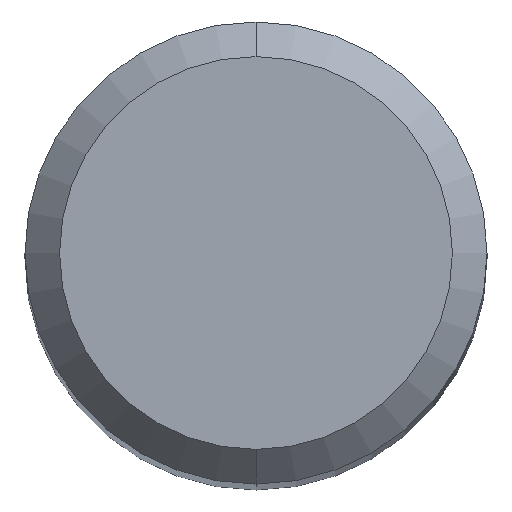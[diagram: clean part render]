
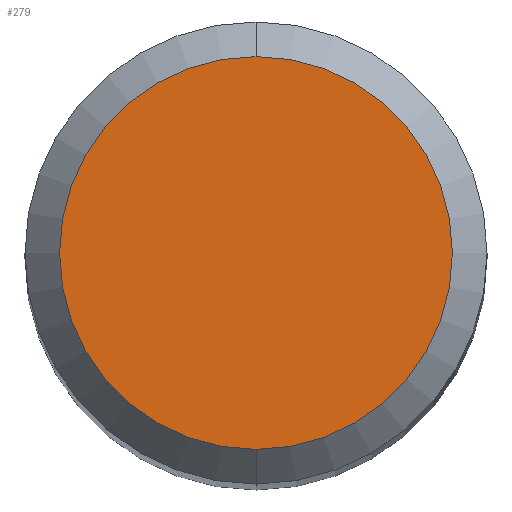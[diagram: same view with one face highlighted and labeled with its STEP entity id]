
A CAD part, top view. The second image highlights one B-rep face of the part: STEP entity #279.
In plain terms, the highlighted planar face has unit normal (0, 0, 1).
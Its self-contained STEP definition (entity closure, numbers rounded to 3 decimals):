
#207=EDGE_CURVE('',#415,#395,#518,.T.);
#279=ADVANCED_FACE('',(#595),#596,.T.);
#311=EDGE_CURVE('',#395,#415,#630,.T.);
#395=VERTEX_POINT('',#726);
#415=VERTEX_POINT('',#748);
#518=CIRCLE('',#867,1.7);
#595=FACE_OUTER_BOUND('',#1043,.T.);
#596=PLANE('',#1044);
#630=CIRCLE('',#1098,1.7);
#726=CARTESIAN_POINT('',(0.,-1.7,0.0));
#748=CARTESIAN_POINT('',(0.0,1.7,0.0));
#867=AXIS2_PLACEMENT_3D('',#1488,#1489,#1490);
#1043=EDGE_LOOP('',(#1559,#1560));
#1044=AXIS2_PLACEMENT_3D('',#1561,#1562,#1563);
#1098=AXIS2_PLACEMENT_3D('',#1583,#1584,#1585);
#1488=CARTESIAN_POINT('',(0.0,0.0,0.0));
#1489=DIRECTION('',(0.0,0.0,-1.0));
#1490=DIRECTION('',(0.0,1.0,0.0));
#1559=ORIENTED_EDGE('',*,*,#207,.F.);
#1560=ORIENTED_EDGE('',*,*,#311,.F.);
#1561=CARTESIAN_POINT('',(0.0,0.85,0.0));
#1562=DIRECTION('',(-0.0,0.0,1.0));
#1563=DIRECTION('',(0.0,-1.0,0.0));
#1583=CARTESIAN_POINT('',(0.0,0.0,0.0));
#1584=DIRECTION('',(0.0,0.0,-1.0));
#1585=DIRECTION('',(0.0,1.0,0.0));
